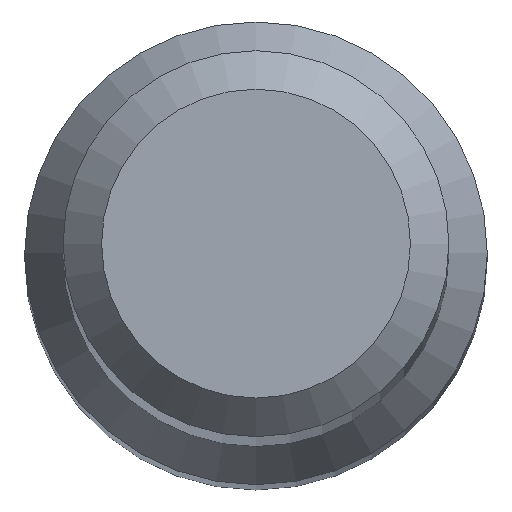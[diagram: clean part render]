
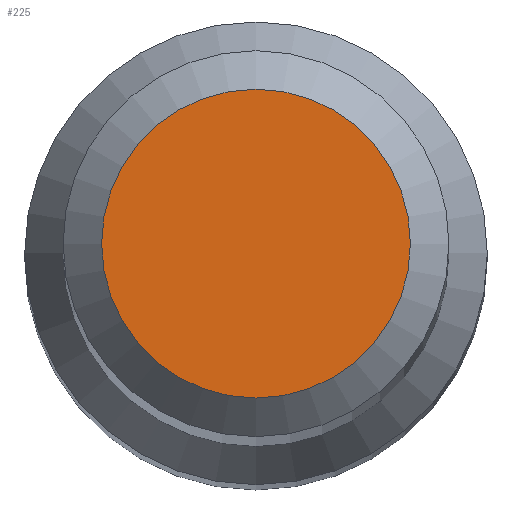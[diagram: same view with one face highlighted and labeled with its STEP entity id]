
A CAD part, top view. The second image highlights one B-rep face of the part: STEP entity #225.
In plain terms, the highlighted planar face has unit normal (0, 0, 1).
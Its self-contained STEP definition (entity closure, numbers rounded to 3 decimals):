
#2 = CARTESIAN_POINT ( 'NONE',  ( 0., 1., 56. ) ) ;
#30 = FACE_OUTER_BOUND ( 'NONE', #238, .T. ) ;
#32 = CARTESIAN_POINT ( 'NONE',  ( 0., 0., 56. ) ) ;
#40 = AXIS2_PLACEMENT_3D ( 'NONE', #32, #158, #177 ) ;
#76 = CARTESIAN_POINT ( 'NONE',  ( 0., 0., 56. ) ) ;
#92 = VERTEX_POINT ( 'NONE', #2 ) ;
#93 = AXIS2_PLACEMENT_3D ( 'NONE', #76, #120, #142 ) ;
#105 = PLANE ( 'NONE',  #40 ) ;
#120 = DIRECTION ( 'NONE',  ( 0., 0., -1. ) ) ;
#142 = DIRECTION ( 'NONE',  ( 0., 1., 0. ) ) ;
#158 = DIRECTION ( 'NONE',  ( 0., 0., -1. ) ) ;
#177 = DIRECTION ( 'NONE',  ( 0., 1., 0. ) ) ;
#187 = EDGE_CURVE ( 'NONE', #92, #92, #216, .T. ) ;
#216 = CIRCLE ( 'NONE', #93, 1. ) ;
#225 = ADVANCED_FACE ( 'NONE', ( #30 ), #105, .F. ) ;
#234 = ORIENTED_EDGE ( 'NONE', *, *, #187, .F. ) ;
#238 = EDGE_LOOP ( 'NONE', ( #234 ) ) ;
